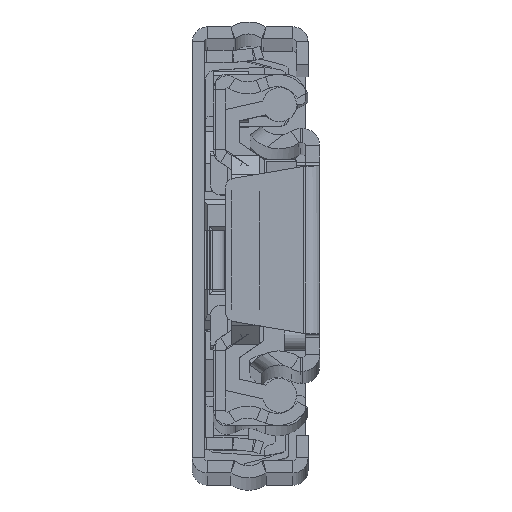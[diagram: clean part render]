
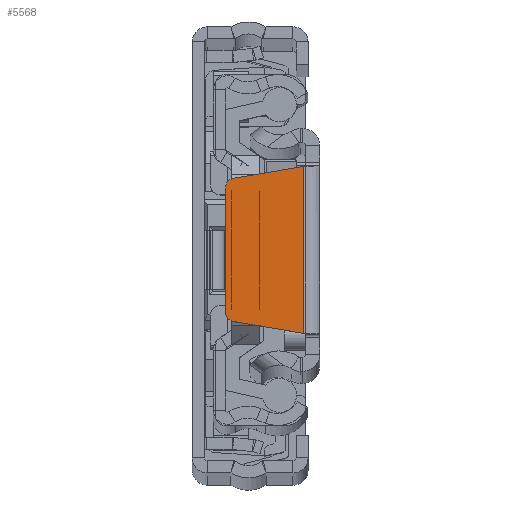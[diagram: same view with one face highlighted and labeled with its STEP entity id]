
A CAD part, top view. The second image highlights one B-rep face of the part: STEP entity #5568.
In plain terms, the highlighted planar face has unit normal (0, 0, 1).
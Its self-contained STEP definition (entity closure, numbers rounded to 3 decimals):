
#212 = CARTESIAN_POINT ( 'NONE',  ( -8.568, -7.142, 0. ) ) ;
#2132 = DIRECTION ( 'NONE',  ( 0., 1., 0. ) ) ;
#2989 = CARTESIAN_POINT ( 'NONE',  ( -8.4, 6.156, 0. ) ) ;
#3403 = DIRECTION ( 'NONE',  ( 0.986, 0.168, 0. ) ) ;
#3746 = DIRECTION ( 'NONE',  ( 0., 0., -1. ) ) ;
#4008 = CARTESIAN_POINT ( 'NONE',  ( -1.6, -8.333, 0. ) ) ;
#4378 = CIRCLE ( 'NONE', #5453, 1. ) ;
#4776 = LINE ( 'NONE', #31518, #32343 ) ;
#5038 = EDGE_CURVE ( 'NONE', #13099, #20951, #5891, .T. ) ;
#5453 = AXIS2_PLACEMENT_3D ( 'NONE', #2989, #7997, #5571 ) ;
#5568 = ADVANCED_FACE ( 'NONE', ( #7135 ), #25097, .F. ) ;
#5571 = DIRECTION ( 'NONE',  ( -1., 0., 0. ) ) ;
#5754 = EDGE_CURVE ( 'NONE', #30289, #15837, #4378, .T. ) ;
#5891 = CIRCLE ( 'NONE', #30705, 1. ) ;
#6508 = ORIENTED_EDGE ( 'NONE', *, *, #5038, .F. ) ;
#7001 = EDGE_LOOP ( 'NONE', ( #15121, #18641, #27065, #26876, #6508, #33257 ) ) ;
#7135 = FACE_OUTER_BOUND ( 'NONE', #7001, .T. ) ;
#7997 = DIRECTION ( 'NONE',  ( 0., 0., -1. ) ) ;
#10698 = CARTESIAN_POINT ( 'NONE',  ( -9.4, 6.156, 0. ) ) ;
#10963 = DIRECTION ( 'NONE',  ( -0.986, 0.168, 0. ) ) ;
#11163 = CARTESIAN_POINT ( 'NONE',  ( -1.5, 8.35, 0. ) ) ;
#11845 = CARTESIAN_POINT ( 'NONE',  ( -8.4, -6.156, 0. ) ) ;
#13099 = VERTEX_POINT ( 'NONE', #212 ) ;
#13553 = CARTESIAN_POINT ( 'NONE',  ( -8.568, -7.142, 0. ) ) ;
#14373 = CARTESIAN_POINT ( 'NONE',  ( -9.4, -6.156, 0. ) ) ;
#14395 = EDGE_CURVE ( 'NONE', #31391, #19269, #4776, .T. ) ;
#15121 = ORIENTED_EDGE ( 'NONE', *, *, #14395, .F. ) ;
#15237 = DIRECTION ( 'NONE',  ( 0., 0., -1. ) ) ;
#15780 = DIRECTION ( 'NONE',  ( 0., -1., 0. ) ) ;
#15837 = VERTEX_POINT ( 'NONE', #24598 ) ;
#17474 = CARTESIAN_POINT ( 'NONE',  ( -9.4, 6.156, 0. ) ) ;
#18641 = ORIENTED_EDGE ( 'NONE', *, *, #21673, .F. ) ;
#19023 = EDGE_CURVE ( 'NONE', #20951, #30289, #22830, .T. ) ;
#19269 = VERTEX_POINT ( 'NONE', #4008 ) ;
#19320 = VECTOR ( 'NONE', #10963, 1000. ) ;
#20512 = EDGE_CURVE ( 'NONE', #19269, #13099, #29283, .T. ) ;
#20951 = VERTEX_POINT ( 'NONE', #14373 ) ;
#21673 = EDGE_CURVE ( 'NONE', #15837, #31391, #27041, .T. ) ;
#22830 = LINE ( 'NONE', #17474, #33058 ) ;
#23613 = AXIS2_PLACEMENT_3D ( 'NONE', #28025, #15237, #30974 ) ;
#24598 = CARTESIAN_POINT ( 'NONE',  ( -8.568, 7.142, 0. ) ) ;
#24967 = DIRECTION ( 'NONE',  ( -1., 0., 0. ) ) ;
#25097 = PLANE ( 'NONE',  #23613 ) ;
#25482 = VECTOR ( 'NONE', #3403, 1000. ) ;
#25873 = CARTESIAN_POINT ( 'NONE',  ( -1.6, 8.333, 0. ) ) ;
#26876 = ORIENTED_EDGE ( 'NONE', *, *, #19023, .F. ) ;
#27041 = LINE ( 'NONE', #11163, #25482 ) ;
#27065 = ORIENTED_EDGE ( 'NONE', *, *, #5754, .F. ) ;
#28025 = CARTESIAN_POINT ( 'NONE',  ( -8.4, 6.156, 0. ) ) ;
#29283 = LINE ( 'NONE', #13553, #19320 ) ;
#30289 = VERTEX_POINT ( 'NONE', #10698 ) ;
#30705 = AXIS2_PLACEMENT_3D ( 'NONE', #11845, #3746, #24967 ) ;
#30974 = DIRECTION ( 'NONE',  ( -1., 0., 0. ) ) ;
#31391 = VERTEX_POINT ( 'NONE', #25873 ) ;
#31518 = CARTESIAN_POINT ( 'NONE',  ( -1.6, -8.333, 0. ) ) ;
#32343 = VECTOR ( 'NONE', #15780, 1000. ) ;
#33058 = VECTOR ( 'NONE', #2132, 1000. ) ;
#33257 = ORIENTED_EDGE ( 'NONE', *, *, #20512, .F. ) ;
